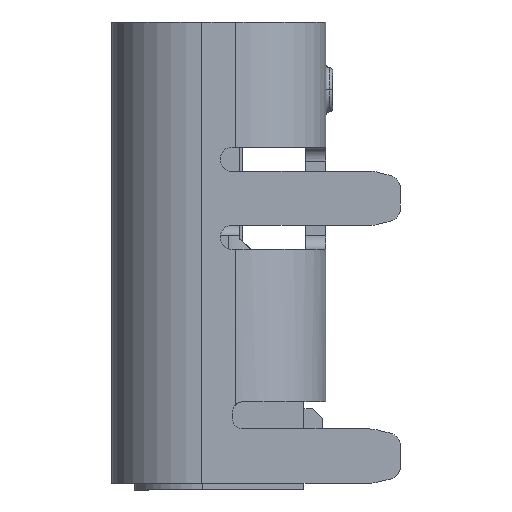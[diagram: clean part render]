
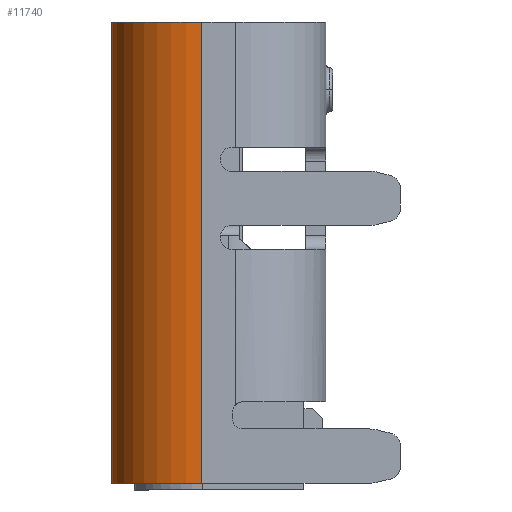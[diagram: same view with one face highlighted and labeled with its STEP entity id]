
A CAD part, left-side view. The second image highlights one B-rep face of the part: STEP entity #11740.
In plain terms, the highlighted cylindrical face has radius 1.33 mm (diameter 2.66 mm), a partial arc.
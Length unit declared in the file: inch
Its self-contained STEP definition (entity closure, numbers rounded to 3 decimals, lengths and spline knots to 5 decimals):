
#323 = VERTEX_POINT ( 'NONE', #20413 ) ;
#1156 = DIRECTION ( 'NONE',  ( -1., 0., 0. ) ) ;
#1419 = ORIENTED_EDGE ( 'NONE', *, *, #7233, .T. ) ;
#1895 = CARTESIAN_POINT ( 'NONE',  ( -0.12362, 0.07594, 0.16855 ) ) ;
#2233 = CARTESIAN_POINT ( 'NONE',  ( -0.12362, 0.02357, 0.16855 ) ) ;
#2578 = CIRCLE ( 'NONE', #22202, 0.05236 ) ;
#7233 = EDGE_CURVE ( 'NONE', #23744, #25821, #28871, .T. ) ;
#7283 = CARTESIAN_POINT ( 'NONE',  ( -0.17598, 0.02357, -0.09916 ) ) ;
#8470 = DIRECTION ( 'NONE',  ( -1., 0., 0. ) ) ;
#8804 = VECTOR ( 'NONE', #20699, 39.37008 ) ;
#11650 = AXIS2_PLACEMENT_3D ( 'NONE', #27408, #21802, #8470 ) ;
#11740 = ADVANCED_FACE ( 'NONE', ( #13824 ), #24495, .T. ) ;
#12223 = DIRECTION ( 'NONE',  ( 0., 0., -1. ) ) ;
#12264 = ORIENTED_EDGE ( 'NONE', *, *, #33971, .F. ) ;
#12626 = LINE ( 'NONE', #34054, #8804 ) ;
#13672 = VECTOR ( 'NONE', #21152, 39.37008 ) ;
#13824 = FACE_OUTER_BOUND ( 'NONE', #19856, .T. ) ;
#15788 = VERTEX_POINT ( 'NONE', #7283 ) ;
#16658 = EDGE_CURVE ( 'NONE', #323, #15788, #12626, .T. ) ;
#17884 = DIRECTION ( 'NONE',  ( 0., 0., 1. ) ) ;
#18888 = CARTESIAN_POINT ( 'NONE',  ( -0.12362, 0.07594, -0.09916 ) ) ;
#19856 = EDGE_LOOP ( 'NONE', ( #24172, #23608, #12264, #1419 ) ) ;
#20277 = EDGE_CURVE ( 'NONE', #15788, #25821, #23961, .T. ) ;
#20413 = CARTESIAN_POINT ( 'NONE',  ( -0.17598, 0.02357, 0.16855 ) ) ;
#20699 = DIRECTION ( 'NONE',  ( 0., 0., -1. ) ) ;
#21152 = DIRECTION ( 'NONE',  ( 0., 0., -1. ) ) ;
#21802 = DIRECTION ( 'NONE',  ( 0., 0., -1. ) ) ;
#22202 = AXIS2_PLACEMENT_3D ( 'NONE', #2233, #17884, #34208 ) ;
#23608 = ORIENTED_EDGE ( 'NONE', *, *, #16658, .F. ) ;
#23744 = VERTEX_POINT ( 'NONE', #1895 ) ;
#23961 = CIRCLE ( 'NONE', #11650, 0.05236 ) ;
#24172 = ORIENTED_EDGE ( 'NONE', *, *, #20277, .F. ) ;
#24495 = CYLINDRICAL_SURFACE ( 'NONE', #29535, 0.05236 ) ;
#25821 = VERTEX_POINT ( 'NONE', #18888 ) ;
#27408 = CARTESIAN_POINT ( 'NONE',  ( -0.12362, 0.02357, -0.09916 ) ) ;
#28531 = CARTESIAN_POINT ( 'NONE',  ( -0.12362, 0.02357, 0.16855 ) ) ;
#28871 = LINE ( 'NONE', #34507, #13672 ) ;
#29535 = AXIS2_PLACEMENT_3D ( 'NONE', #28531, #12223, #1156 ) ;
#33971 = EDGE_CURVE ( 'NONE', #23744, #323, #2578, .T. ) ;
#34054 = CARTESIAN_POINT ( 'NONE',  ( -0.17598, 0.02357, 0.16855 ) ) ;
#34208 = DIRECTION ( 'NONE',  ( 0., 1., 0. ) ) ;
#34507 = CARTESIAN_POINT ( 'NONE',  ( -0.12362, 0.07594, -0.08342 ) ) ;
